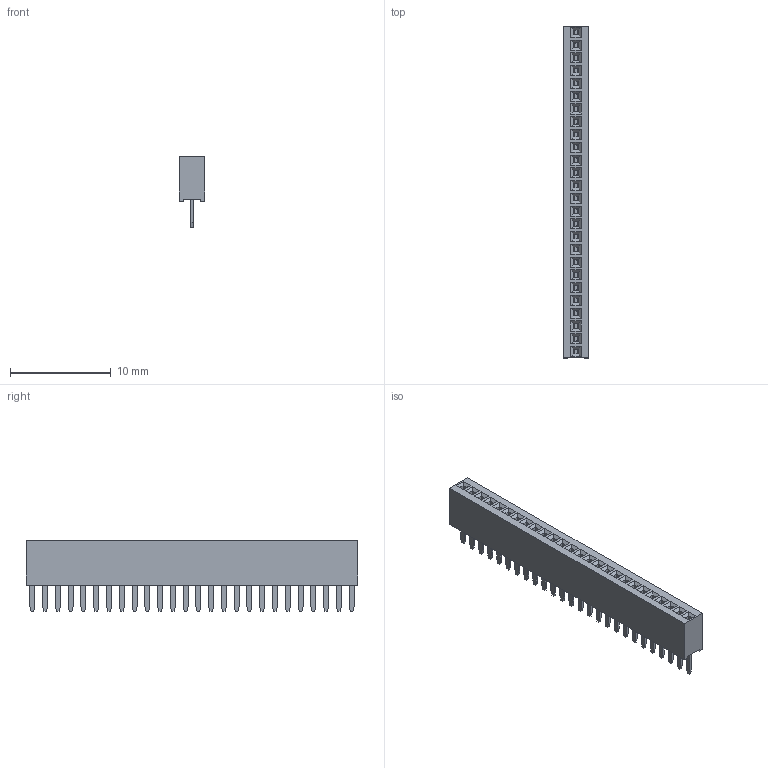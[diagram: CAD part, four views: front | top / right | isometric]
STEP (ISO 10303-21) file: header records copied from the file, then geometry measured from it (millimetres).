
FILE_DESCRIPTION(/* description */ ('model of PinSocket_1x26_P1.27mm_Vertical'),/* implementation_level */ '2;1');
FILE_NAME(/* name */ 'PinSocket_1x26_P1.27mm_Vertical.step',/* time_stamp */ '2017-11-27T01:39:35',/* author */ ('Terje Io','https://github.com/terjeio'),/* organization */ ('FreeCAD'),/* preprocessor_version */ 'OCC',/* originating_system */ 'kicad StepUp',/* authorisation */ '');
FILE_SCHEMA(('AUTOMOTIVE_DESIGN_CC2 { 1 2 10303 214 -1 1 5 4 }'));
Length unit declared in the file: millimetre
Products named in the file (1): PinSocket_1x26_P127mm_Vertical
Bounding box: 2.54 x 33.02 x 7 mm (x, y, z)
Volume: 340.7 mm3; surface area: 790.7 mm2
Topology: 1 solids, 1 shells, 816 faces, 2104 edges, 1368 vertices
Faces by surface type: plane 816
Entity records: 15324 total; most frequent: ORIENTED_EDGE 3052, EDGE_CURVE 2104, LINE 1998, CARTESIAN_POINT 1889, VERTEX_POINT 1368, FACE_BOUND 894, EDGE_LOOP 894, ADVANCED_FACE 816
